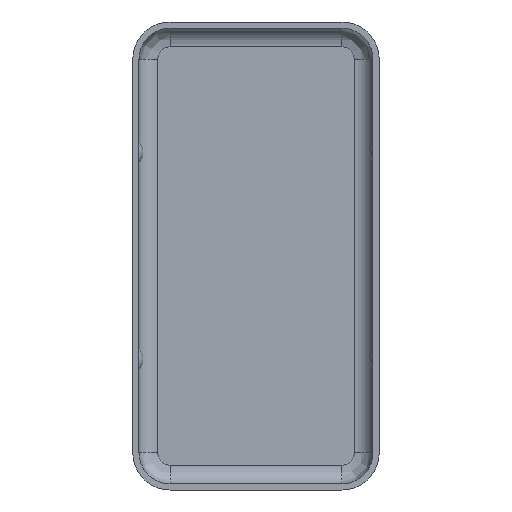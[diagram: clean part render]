
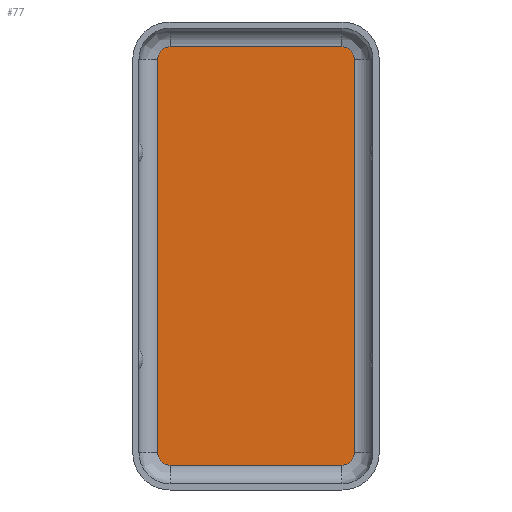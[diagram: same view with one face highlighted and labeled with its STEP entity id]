
A CAD part, front view. The second image highlights one B-rep face of the part: STEP entity #77.
In plain terms, the highlighted planar face has unit normal (0, -1, 0).
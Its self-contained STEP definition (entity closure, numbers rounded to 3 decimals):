
#77 = ADVANCED_FACE( 'NONE', ( #185 ), #186, .T. );
#185 = FACE_OUTER_BOUND( '', #352, .T. );
#186 = PLANE( '', #353 );
#352 = EDGE_LOOP( '', ( #664, #665, #666, #667, #668, #669, #670, #671 ) );
#353 = AXIS2_PLACEMENT_3D( '', #672, #673, #674 );
#664 = ORIENTED_EDGE( '', *, *, #976, .F. );
#665 = ORIENTED_EDGE( '', *, *, #977, .F. );
#666 = ORIENTED_EDGE( '', *, *, #978, .F. );
#667 = ORIENTED_EDGE( '', *, *, #958, .T. );
#668 = ORIENTED_EDGE( '', *, *, #979, .T. );
#669 = ORIENTED_EDGE( '', *, *, #980, .F. );
#670 = ORIENTED_EDGE( '', *, *, #981, .T. );
#671 = ORIENTED_EDGE( '', *, *, #982, .T. );
#672 = CARTESIAN_POINT( '', ( 4.15, 0., -9.5 ) );
#673 = DIRECTION( '', ( 0., -1., 0. ) );
#674 = DIRECTION( '', ( 0., 0., -1. ) );
#958 = EDGE_CURVE( 'NONE', #1093, #1091, #1094, .T. );
#976 = EDGE_CURVE( 'NONE', #1123, #1124, #1125, .T. );
#977 = EDGE_CURVE( 'NONE', #1126, #1123, #1127, .T. );
#978 = EDGE_CURVE( 'NONE', #1093, #1126, #1128, .T. );
#979 = EDGE_CURVE( 'NONE', #1091, #1129, #1130, .T. );
#980 = EDGE_CURVE( 'NONE', #1131, #1129, #1132, .T. );
#981 = EDGE_CURVE( 'NONE', #1131, #1133, #1134, .T. );
#982 = EDGE_CURVE( 'NONE', #1133, #1124, #1135, .T. );
#1091 = VERTEX_POINT( 'NONE', #1278 );
#1093 = VERTEX_POINT( 'NONE', #1280 );
#1094 = CIRCLE( '', #1281, 0.6 );
#1123 = VERTEX_POINT( 'NONE', #1318 );
#1124 = VERTEX_POINT( 'NONE', #1319 );
#1125 = LINE( '', #1320, #1321 );
#1126 = VERTEX_POINT( 'NONE', #1322 );
#1127 = CIRCLE( '', #1323, 0.6 );
#1128 = LINE( '', #1324, #1325 );
#1129 = VERTEX_POINT( 'NONE', #1326 );
#1130 = LINE( '', #1327, #1328 );
#1131 = VERTEX_POINT( 'NONE', #1329 );
#1132 = CIRCLE( '', #1330, 0.6 );
#1133 = VERTEX_POINT( 'NONE', #1331 );
#1134 = LINE( '', #1332, #1333 );
#1135 = CIRCLE( '', #1334, 0.6 );
#1278 = CARTESIAN_POINT( '', ( 4.15, 0., 10.1 ) );
#1280 = CARTESIAN_POINT( '', ( 4.75, 0., 9.5 ) );
#1281 = AXIS2_PLACEMENT_3D( '', #1507, #1508, #1509 );
#1318 = CARTESIAN_POINT( '', ( 4.15, 0., -10.1 ) );
#1319 = CARTESIAN_POINT( '', ( -4.15, 0., -10.1 ) );
#1320 = CARTESIAN_POINT( '', ( 4.15, 0., -10.1 ) );
#1321 = VECTOR( '', #1533, 1000. );
#1322 = CARTESIAN_POINT( '', ( 4.75, 0., -9.5 ) );
#1323 = AXIS2_PLACEMENT_3D( '', #1534, #1535, #1536 );
#1324 = CARTESIAN_POINT( '', ( 4.75, 0., 0. ) );
#1325 = VECTOR( '', #1537, 1000. );
#1326 = CARTESIAN_POINT( '', ( -4.15, 0., 10.1 ) );
#1327 = CARTESIAN_POINT( '', ( 4.15, 0., 10.1 ) );
#1328 = VECTOR( '', #1538, 1000. );
#1329 = CARTESIAN_POINT( '', ( -4.75, 0., 9.5 ) );
#1330 = AXIS2_PLACEMENT_3D( '', #1539, #1540, #1541 );
#1331 = CARTESIAN_POINT( '', ( -4.75, 0., -9.5 ) );
#1332 = CARTESIAN_POINT( '', ( -4.75, 0., 0. ) );
#1333 = VECTOR( '', #1542, 1000. );
#1334 = AXIS2_PLACEMENT_3D( '', #1543, #1544, #1545 );
#1507 = CARTESIAN_POINT( '', ( 4.15, 0., 9.5 ) );
#1508 = DIRECTION( '', ( 0., -1., 0. ) );
#1509 = DIRECTION( '', ( 1., 0., 0. ) );
#1533 = DIRECTION( '', ( -1., 0., 0. ) );
#1534 = CARTESIAN_POINT( '', ( 4.15, 0., -9.5 ) );
#1535 = DIRECTION( '', ( 0., 1., 0. ) );
#1536 = DIRECTION( '', ( 1., 0., 0. ) );
#1537 = DIRECTION( '', ( 0., 0., -1. ) );
#1538 = DIRECTION( '', ( -1., 0., 0. ) );
#1539 = CARTESIAN_POINT( '', ( -4.15, 0., 9.5 ) );
#1540 = DIRECTION( '', ( 0., 1., 0. ) );
#1541 = DIRECTION( '', ( -1., 0., 0. ) );
#1542 = DIRECTION( '', ( 0., 0., -1. ) );
#1543 = CARTESIAN_POINT( '', ( -4.15, 0., -9.5 ) );
#1544 = DIRECTION( '', ( 0., -1., 0. ) );
#1545 = DIRECTION( '', ( -1., 0., 0. ) );
